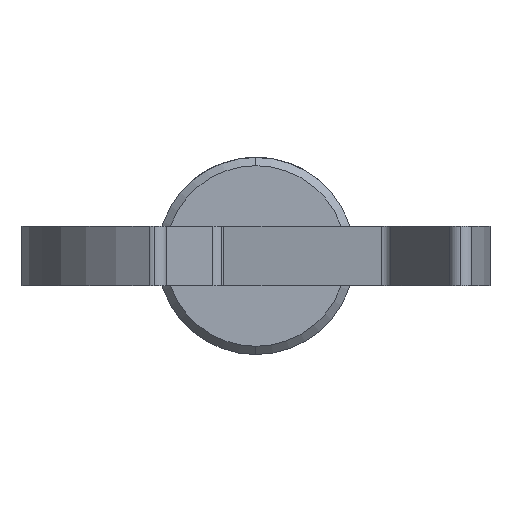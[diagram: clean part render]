
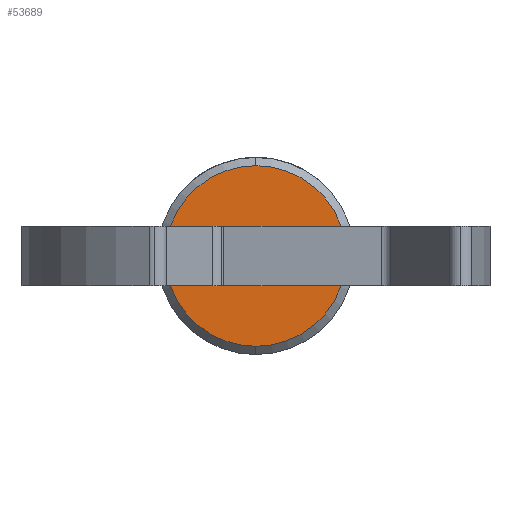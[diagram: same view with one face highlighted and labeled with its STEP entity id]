
A CAD part, left-side view. The second image highlights one B-rep face of the part: STEP entity #53689.
In plain terms, the highlighted planar face has unit normal (-1, 0, 0).
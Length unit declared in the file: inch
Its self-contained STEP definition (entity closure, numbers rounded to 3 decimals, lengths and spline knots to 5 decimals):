
#351 = CARTESIAN_POINT ( 'NONE',  ( 12.20038, 6.16752, 0.37727 ) ) ;
#619 = EDGE_LOOP ( 'NONE', ( #829, #22375, #11897, #43579 ) ) ;
#744 = VERTEX_POINT ( 'NONE', #55425 ) ;
#829 = ORIENTED_EDGE ( 'NONE', *, *, #20736, .T. ) ;
#1555 = EDGE_LOOP ( 'NONE', ( #44319, #37277 ) ) ;
#4968 = DIRECTION ( 'NONE',  ( -1., 0., 0. ) ) ;
#5253 = FACE_BOUND ( 'NONE', #619, .T. ) ;
#5717 = VECTOR ( 'NONE', #35902, 39.37008 ) ;
#8678 = CARTESIAN_POINT ( 'NONE',  ( 12.20038, 6.16752, -0.37727 ) ) ;
#9308 = VERTEX_POINT ( 'NONE', #8678 ) ;
#9481 = LINE ( 'NONE', #41852, #54191 ) ;
#10988 = CARTESIAN_POINT ( 'NONE',  ( 12.20038, 5.91829, 0.125 ) ) ;
#11897 = ORIENTED_EDGE ( 'NONE', *, *, #56166, .F. ) ;
#12055 = DIRECTION ( 'NONE',  ( -1., 0., 0. ) ) ;
#12448 = CARTESIAN_POINT ( 'NONE',  ( 12.20038, 6.16752, 0. ) ) ;
#12689 = DIRECTION ( 'NONE',  ( 0., 1., 0. ) ) ;
#12827 = DIRECTION ( 'NONE',  ( 0., 0., -1. ) ) ;
#13370 = VECTOR ( 'NONE', #23969, 39.37008 ) ;
#14083 = FACE_OUTER_BOUND ( 'NONE', #1555, .T. ) ;
#14168 = CARTESIAN_POINT ( 'NONE',  ( 12.20038, 5.91829, -0.125 ) ) ;
#18451 = EDGE_CURVE ( 'NONE', #40413, #9308, #50490, .T. ) ;
#20736 = EDGE_CURVE ( 'NONE', #23954, #44073, #32839, .T. ) ;
#22056 = CARTESIAN_POINT ( 'NONE',  ( 12.20038, 6.41629, -0.125 ) ) ;
#22375 = ORIENTED_EDGE ( 'NONE', *, *, #39682, .T. ) ;
#23954 = VERTEX_POINT ( 'NONE', #10988 ) ;
#23969 = DIRECTION ( 'NONE',  ( 0., 0., -1. ) ) ;
#24858 = LINE ( 'NONE', #33068, #13370 ) ;
#28903 = DIRECTION ( 'NONE',  ( 0., 0., 1. ) ) ;
#29504 = CARTESIAN_POINT ( 'NONE',  ( 12.20038, 6.41629, -0.125 ) ) ;
#30575 = CIRCLE ( 'NONE', #44410, 0.37727 ) ;
#32839 = LINE ( 'NONE', #44436, #5717 ) ;
#33068 = CARTESIAN_POINT ( 'NONE',  ( 12.20038, 6.41629, 0.125 ) ) ;
#33346 = EDGE_CURVE ( 'NONE', #9308, #40413, #30575, .T. ) ;
#35098 = CARTESIAN_POINT ( 'NONE',  ( 12.20038, 6.16752, 0. ) ) ;
#35902 = DIRECTION ( 'NONE',  ( 0., 0., -1. ) ) ;
#36555 = LINE ( 'NONE', #22056, #40635 ) ;
#37277 = ORIENTED_EDGE ( 'NONE', *, *, #18451, .T. ) ;
#38396 = PLANE ( 'NONE',  #40651 ) ;
#38768 = DIRECTION ( 'NONE',  ( 1., 0., 0. ) ) ;
#39078 = EDGE_CURVE ( 'NONE', #23954, #744, #9481, .T. ) ;
#39682 = EDGE_CURVE ( 'NONE', #44073, #52362, #36555, .T. ) ;
#40413 = VERTEX_POINT ( 'NONE', #351 ) ;
#40635 = VECTOR ( 'NONE', #51635, 39.37008 ) ;
#40651 = AXIS2_PLACEMENT_3D ( 'NONE', #12448, #38768, #12827 ) ;
#41852 = CARTESIAN_POINT ( 'NONE',  ( 12.20038, 6.41629, 0.125 ) ) ;
#43040 = AXIS2_PLACEMENT_3D ( 'NONE', #46149, #12055, #28903 ) ;
#43579 = ORIENTED_EDGE ( 'NONE', *, *, #39078, .F. ) ;
#44073 = VERTEX_POINT ( 'NONE', #14168 ) ;
#44319 = ORIENTED_EDGE ( 'NONE', *, *, #33346, .T. ) ;
#44410 = AXIS2_PLACEMENT_3D ( 'NONE', #35098, #4968, #52899 ) ;
#44436 = CARTESIAN_POINT ( 'NONE',  ( 12.20038, 5.91829, 0.125 ) ) ;
#46149 = CARTESIAN_POINT ( 'NONE',  ( 12.20038, 6.16752, 0. ) ) ;
#50490 = CIRCLE ( 'NONE', #43040, 0.37727 ) ;
#51635 = DIRECTION ( 'NONE',  ( 0., 1., 0. ) ) ;
#52362 = VERTEX_POINT ( 'NONE', #29504 ) ;
#52899 = DIRECTION ( 'NONE',  ( 0., 0., 1. ) ) ;
#53689 = ADVANCED_FACE ( 'NONE', ( #5253, #14083 ), #38396, .F. ) ;
#54191 = VECTOR ( 'NONE', #12689, 39.37008 ) ;
#55425 = CARTESIAN_POINT ( 'NONE',  ( 12.20038, 6.41629, 0.125 ) ) ;
#56166 = EDGE_CURVE ( 'NONE', #744, #52362, #24858, .T. ) ;
